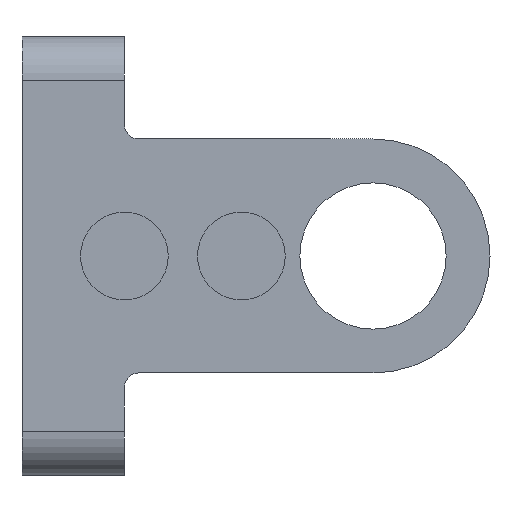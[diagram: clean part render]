
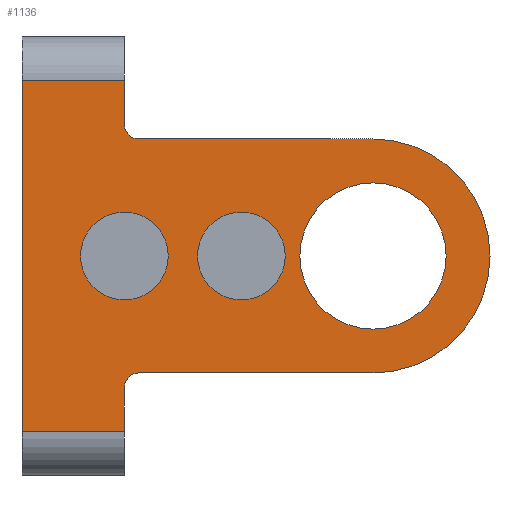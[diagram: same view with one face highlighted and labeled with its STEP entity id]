
A CAD part, front view. The second image highlights one B-rep face of the part: STEP entity #1136.
In plain terms, the highlighted planar face has unit normal (0, -1, 0).
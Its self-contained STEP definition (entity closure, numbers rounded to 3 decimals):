
#9 = CARTESIAN_POINT ( 'NONE',  ( -17., 0., -15. ) ) ;
#11 = LINE ( 'NONE', #9, #799 ) ;
#17 = CARTESIAN_POINT ( 'NONE',  ( -16., 0., -9. ) ) ;
#20 = ORIENTED_EDGE ( 'NONE', *, *, #574, .T. ) ;
#38 = CARTESIAN_POINT ( 'NONE',  ( -17., 0., 3. ) ) ;
#40 = AXIS2_PLACEMENT_3D ( 'NONE', #308, #927, #376 ) ;
#43 = ORIENTED_EDGE ( 'NONE', *, *, #550, .F. ) ;
#45 = VERTEX_POINT ( 'NONE', #217 ) ;
#78 = DIRECTION ( 'NONE',  ( -1., 0., 0. ) ) ;
#88 = EDGE_LOOP ( 'NONE', ( #738, #1104, #43, #876, #140, #343, #1115, #946, #196, #758 ) ) ;
#112 = CARTESIAN_POINT ( 'NONE',  ( -16., 0., -8. ) ) ;
#117 = ORIENTED_EDGE ( 'NONE', *, *, #555, .F. ) ;
#118 = DIRECTION ( 'NONE',  ( 0., 0., 1. ) ) ;
#140 = ORIENTED_EDGE ( 'NONE', *, *, #554, .F. ) ;
#142 = VERTEX_POINT ( 'NONE', #201 ) ;
#157 = DIRECTION ( 'NONE',  ( 0., 1., 0. ) ) ;
#169 = VERTEX_POINT ( 'NONE', #38 ) ;
#174 = CARTESIAN_POINT ( 'NONE',  ( 0., 0., 8. ) ) ;
#183 = VERTEX_POINT ( 'NONE', #367 ) ;
#190 = VERTEX_POINT ( 'NONE', #967 ) ;
#196 = ORIENTED_EDGE ( 'NONE', *, *, #857, .F. ) ;
#197 = CARTESIAN_POINT ( 'NONE',  ( 0., 0., 0. ) ) ;
#201 = CARTESIAN_POINT ( 'NONE',  ( -17., 0., 9. ) ) ;
#202 = FACE_OUTER_BOUND ( 'NONE', #88, .T. ) ;
#217 = CARTESIAN_POINT ( 'NONE',  ( -16., 0., 8. ) ) ;
#225 = CIRCLE ( 'NONE', #861, 3. ) ;
#228 = CARTESIAN_POINT ( 'NONE',  ( -17., 0., -9. ) ) ;
#235 = CARTESIAN_POINT ( 'NONE',  ( 0., 0., 0. ) ) ;
#279 = EDGE_CURVE ( 'NONE', #1169, #190, #1037, .T. ) ;
#303 = DIRECTION ( 'NONE',  ( 0., 0., 1. ) ) ;
#305 = DIRECTION ( 'NONE',  ( 0., -1., 0. ) ) ;
#308 = CARTESIAN_POINT ( 'NONE',  ( -9., 0., 0. ) ) ;
#328 = CIRCLE ( 'NONE', #412, 1. ) ;
#334 = VERTEX_POINT ( 'NONE', #112 ) ;
#335 = DIRECTION ( 'NONE',  ( 1., 0., 0. ) ) ;
#343 = ORIENTED_EDGE ( 'NONE', *, *, #525, .F. ) ;
#345 = DIRECTION ( 'NONE',  ( 0., 1., 0. ) ) ;
#348 = VECTOR ( 'NONE', #1089, 1000. ) ;
#367 = CARTESIAN_POINT ( 'NONE',  ( -17., 0., 12. ) ) ;
#376 = DIRECTION ( 'NONE',  ( 0., 0., -1. ) ) ;
#384 = VERTEX_POINT ( 'NONE', #921 ) ;
#390 = DIRECTION ( 'NONE',  ( -1., 0., 0. ) ) ;
#394 = CARTESIAN_POINT ( 'NONE',  ( -17., 0., 0. ) ) ;
#397 = DIRECTION ( 'NONE',  ( 0., -1., 0. ) ) ;
#412 = AXIS2_PLACEMENT_3D ( 'NONE', #1014, #425, #1092 ) ;
#425 = DIRECTION ( 'NONE',  ( 0., 1., 0. ) ) ;
#448 = AXIS2_PLACEMENT_3D ( 'NONE', #235, #157, #1030 ) ;
#449 = ORIENTED_EDGE ( 'NONE', *, *, #548, .F. ) ;
#455 = DIRECTION ( 'NONE',  ( 0., 1., 0. ) ) ;
#480 = VECTOR ( 'NONE', #1152, 1000. ) ;
#507 = VECTOR ( 'NONE', #78, 1000. ) ;
#525 = EDGE_CURVE ( 'NONE', #706, #790, #703, .T. ) ;
#530 = VERTEX_POINT ( 'NONE', #745 ) ;
#541 = FACE_BOUND ( 'NONE', #1036, .T. ) ;
#548 = EDGE_CURVE ( 'NONE', #169, #560, #856, .T. ) ;
#549 = DIRECTION ( 'NONE',  ( 0., 0., -1. ) ) ;
#550 = EDGE_CURVE ( 'NONE', #991, #964, #11, .T. ) ;
#552 = EDGE_CURVE ( 'NONE', #991, #334, #598, .T. ) ;
#554 = EDGE_CURVE ( 'NONE', #790, #334, #1016, .T. ) ;
#555 = EDGE_CURVE ( 'NONE', #560, #169, #225, .T. ) ;
#556 = EDGE_CURVE ( 'NONE', #384, #715, #998, .T. ) ;
#559 = EDGE_CURVE ( 'NONE', #384, #964, #773, .T. ) ;
#560 = VERTEX_POINT ( 'NONE', #926 ) ;
#562 = EDGE_CURVE ( 'NONE', #190, #1169, #747, .T. ) ;
#574 = EDGE_CURVE ( 'NONE', #530, #824, #1080, .T. ) ;
#575 = CARTESIAN_POINT ( 'NONE',  ( 0., 0., -8. ) ) ;
#579 = EDGE_CURVE ( 'NONE', #824, #530, #1054, .T. ) ;
#582 = ORIENTED_EDGE ( 'NONE', *, *, #562, .F. ) ;
#598 = CIRCLE ( 'NONE', #611, 1. ) ;
#600 = CARTESIAN_POINT ( 'NONE',  ( -17., 0., -12. ) ) ;
#611 = AXIS2_PLACEMENT_3D ( 'NONE', #17, #746, #118 ) ;
#618 = EDGE_CURVE ( 'NONE', #183, #715, #1007, .T. ) ;
#652 = LINE ( 'NONE', #766, #348 ) ;
#660 = CARTESIAN_POINT ( 'NONE',  ( 0., 0., -8. ) ) ;
#665 = CARTESIAN_POINT ( 'NONE',  ( 0., 0., -12. ) ) ;
#685 = ORIENTED_EDGE ( 'NONE', *, *, #279, .F. ) ;
#693 = PLANE ( 'NONE',  #448 ) ;
#703 = CIRCLE ( 'NONE', #848, 8. ) ;
#706 = VERTEX_POINT ( 'NONE', #174 ) ;
#715 = VERTEX_POINT ( 'NONE', #970 ) ;
#716 = ORIENTED_EDGE ( 'NONE', *, *, #579, .T. ) ;
#738 = ORIENTED_EDGE ( 'NONE', *, *, #556, .F. ) ;
#740 = EDGE_LOOP ( 'NONE', ( #117, #449 ) ) ;
#745 = CARTESIAN_POINT ( 'NONE',  ( 0., 0., -5. ) ) ;
#746 = DIRECTION ( 'NONE',  ( 0., 1., 0. ) ) ;
#747 = CIRCLE ( 'NONE', #860, 3. ) ;
#750 = DIRECTION ( 'NONE',  ( 1., 0., 0. ) ) ;
#758 = ORIENTED_EDGE ( 'NONE', *, *, #618, .T. ) ;
#766 = CARTESIAN_POINT ( 'NONE',  ( -17., 0., 8. ) ) ;
#772 = FACE_BOUND ( 'NONE', #740, .T. ) ;
#773 = LINE ( 'NONE', #665, #1175 ) ;
#790 = VERTEX_POINT ( 'NONE', #575 ) ;
#799 = VECTOR ( 'NONE', #992, 1000. ) ;
#824 = VERTEX_POINT ( 'NONE', #1012 ) ;
#832 = LINE ( 'NONE', #1018, #1065 ) ;
#848 = AXIS2_PLACEMENT_3D ( 'NONE', #197, #918, #303 ) ;
#856 = CIRCLE ( 'NONE', #858, 3. ) ;
#857 = EDGE_CURVE ( 'NONE', #183, #142, #652, .T. ) ;
#858 = AXIS2_PLACEMENT_3D ( 'NONE', #919, #305, #996 ) ;
#860 = AXIS2_PLACEMENT_3D ( 'NONE', #1002, #397, #1079 ) ;
#861 = AXIS2_PLACEMENT_3D ( 'NONE', #394, #1075, #549 ) ;
#864 = EDGE_CURVE ( 'NONE', #45, #142, #328, .T. ) ;
#876 = ORIENTED_EDGE ( 'NONE', *, *, #552, .T. ) ;
#918 = DIRECTION ( 'NONE',  ( 0., 1., 0. ) ) ;
#919 = CARTESIAN_POINT ( 'NONE',  ( -17., 0., 0. ) ) ;
#921 = CARTESIAN_POINT ( 'NONE',  ( -24., 0., -12. ) ) ;
#926 = CARTESIAN_POINT ( 'NONE',  ( -17., 0., -3. ) ) ;
#927 = DIRECTION ( 'NONE',  ( 0., -1., 0. ) ) ;
#929 = EDGE_CURVE ( 'NONE', #45, #706, #832, .T. ) ;
#946 = ORIENTED_EDGE ( 'NONE', *, *, #864, .T. ) ;
#955 = CARTESIAN_POINT ( 'NONE',  ( 0., 0., 0. ) ) ;
#964 = VERTEX_POINT ( 'NONE', #600 ) ;
#967 = CARTESIAN_POINT ( 'NONE',  ( -9., 0., -3. ) ) ;
#968 = FACE_BOUND ( 'NONE', #1210, .T. ) ;
#970 = CARTESIAN_POINT ( 'NONE',  ( -24., 0., 12. ) ) ;
#984 = AXIS2_PLACEMENT_3D ( 'NONE', #955, #345, #1031 ) ;
#986 = AXIS2_PLACEMENT_3D ( 'NONE', #1029, #455, #1102 ) ;
#991 = VERTEX_POINT ( 'NONE', #228 ) ;
#992 = DIRECTION ( 'NONE',  ( 0., 0., -1. ) ) ;
#996 = DIRECTION ( 'NONE',  ( 0., 0., -1. ) ) ;
#998 = LINE ( 'NONE', #1069, #480 ) ;
#1002 = CARTESIAN_POINT ( 'NONE',  ( -9., 0., 0. ) ) ;
#1007 = LINE ( 'NONE', #1191, #507 ) ;
#1012 = CARTESIAN_POINT ( 'NONE',  ( 0., 0., 5. ) ) ;
#1014 = CARTESIAN_POINT ( 'NONE',  ( -16., 0., 9. ) ) ;
#1016 = LINE ( 'NONE', #660, #1200 ) ;
#1018 = CARTESIAN_POINT ( 'NONE',  ( 0., 0., 8. ) ) ;
#1029 = CARTESIAN_POINT ( 'NONE',  ( 0., 0., 0. ) ) ;
#1030 = DIRECTION ( 'NONE',  ( 0., 0., 1. ) ) ;
#1031 = DIRECTION ( 'NONE',  ( 0., 0., 1. ) ) ;
#1036 = EDGE_LOOP ( 'NONE', ( #582, #685 ) ) ;
#1037 = CIRCLE ( 'NONE', #40, 3. ) ;
#1054 = CIRCLE ( 'NONE', #984, 5. ) ;
#1065 = VECTOR ( 'NONE', #335, 1000. ) ;
#1069 = CARTESIAN_POINT ( 'NONE',  ( -24., 0., -15. ) ) ;
#1075 = DIRECTION ( 'NONE',  ( 0., -1., 0. ) ) ;
#1079 = DIRECTION ( 'NONE',  ( 0., 0., -1. ) ) ;
#1080 = CIRCLE ( 'NONE', #986, 5. ) ;
#1089 = DIRECTION ( 'NONE',  ( 0., 0., -1. ) ) ;
#1092 = DIRECTION ( 'NONE',  ( 0., 0., 1. ) ) ;
#1102 = DIRECTION ( 'NONE',  ( 0., 0., 1. ) ) ;
#1104 = ORIENTED_EDGE ( 'NONE', *, *, #559, .T. ) ;
#1105 = CARTESIAN_POINT ( 'NONE',  ( -9., 0., 3. ) ) ;
#1115 = ORIENTED_EDGE ( 'NONE', *, *, #929, .F. ) ;
#1136 = ADVANCED_FACE ( 'NONE', ( #541, #772, #202, #968 ), #693, .F. ) ;
#1152 = DIRECTION ( 'NONE',  ( 0., 0., 1. ) ) ;
#1169 = VERTEX_POINT ( 'NONE', #1105 ) ;
#1175 = VECTOR ( 'NONE', #750, 1000. ) ;
#1191 = CARTESIAN_POINT ( 'NONE',  ( 0., 0., 12. ) ) ;
#1200 = VECTOR ( 'NONE', #390, 1000. ) ;
#1210 = EDGE_LOOP ( 'NONE', ( #20, #716 ) ) ;
